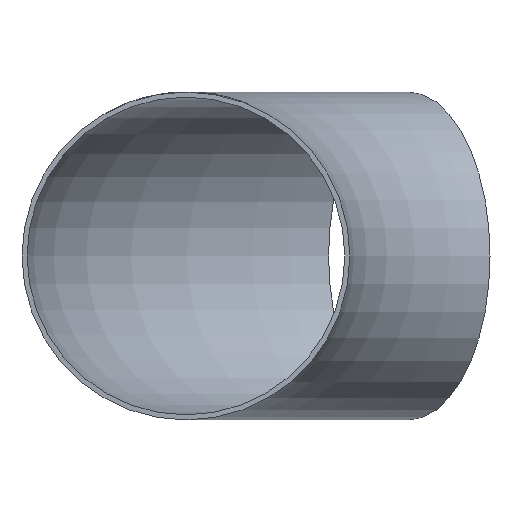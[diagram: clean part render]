
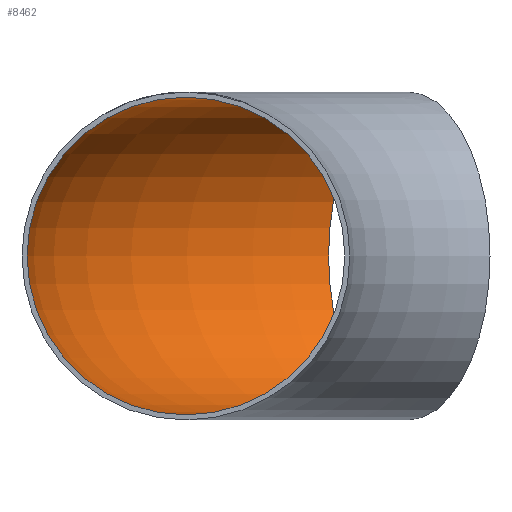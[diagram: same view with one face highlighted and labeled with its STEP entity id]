
A CAD part, front view. The second image highlights one B-rep face of the part: STEP entity #8462.
In plain terms, the highlighted toroidal (fillet/blend) face has major radius 228 mm and minor radius 81.55 mm.
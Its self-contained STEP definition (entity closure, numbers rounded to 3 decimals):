
#3206 = DIRECTION ( 'NONE',  ( 0., 1., 0. ) ) ;
#3879 = DIRECTION ( 'NONE',  ( -1., 0., 0. ) ) ;
#4804 = VERTEX_POINT ( 'NONE', #10055 ) ;
#5566 = EDGE_LOOP ( 'NONE', ( #20385 ) ) ;
#5663 = FACE_OUTER_BOUND ( 'NONE', #12292, .T. ) ;
#5726 = EDGE_CURVE ( 'NONE', #4804, #4804, #16686, .T. ) ;
#5772 = CIRCLE ( 'NONE', #24992, 81.55 ) ;
#7378 = ORIENTED_EDGE ( 'NONE', *, *, #25632, .F. ) ;
#7913 = FACE_OUTER_BOUND ( 'NONE', #5566, .T. ) ;
#8462 = ADVANCED_FACE ( 'NONE', ( #7913, #5663 ), #21271, .F. ) ;
#9797 = CARTESIAN_POINT ( 'NONE',  ( -114., 197.454, 0. ) ) ;
#10055 = CARTESIAN_POINT ( 'NONE',  ( -154.775, 268.078, 0. ) ) ;
#10061 = DIRECTION ( 'NONE',  ( 0., 0., 1. ) ) ;
#12212 = AXIS2_PLACEMENT_3D ( 'NONE', #23034, #26896, #3879 ) ;
#12292 = EDGE_LOOP ( 'NONE', ( #7378 ) ) ;
#12431 = VERTEX_POINT ( 'NONE', #22208 ) ;
#16686 = CIRCLE ( 'NONE', #25283, 81.55 ) ;
#20385 = ORIENTED_EDGE ( 'NONE', *, *, #5726, .T. ) ;
#21271 = TOROIDAL_SURFACE ( 'NONE', #12212, 228., 81.55 ) ;
#22208 = CARTESIAN_POINT ( 'NONE',  ( -228., 0., 81.55 ) ) ;
#23034 = CARTESIAN_POINT ( 'NONE',  ( 0., 0., 0. ) ) ;
#24002 = DIRECTION ( 'NONE',  ( 0.866, 0.5, 0. ) ) ;
#24992 = AXIS2_PLACEMENT_3D ( 'NONE', #29638, #3206, #10061 ) ;
#25283 = AXIS2_PLACEMENT_3D ( 'NONE', #9797, #24002, #26550 ) ;
#25632 = EDGE_CURVE ( 'NONE', #12431, #12431, #5772, .T. ) ;
#26550 = DIRECTION ( 'NONE',  ( -0.5, 0.866, 0. ) ) ;
#26896 = DIRECTION ( 'NONE',  ( 0., 0., -1. ) ) ;
#29638 = CARTESIAN_POINT ( 'NONE',  ( -228., 0., 0. ) ) ;
